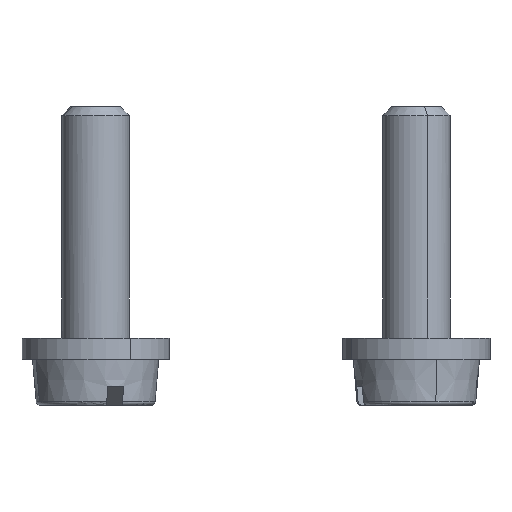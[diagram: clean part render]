
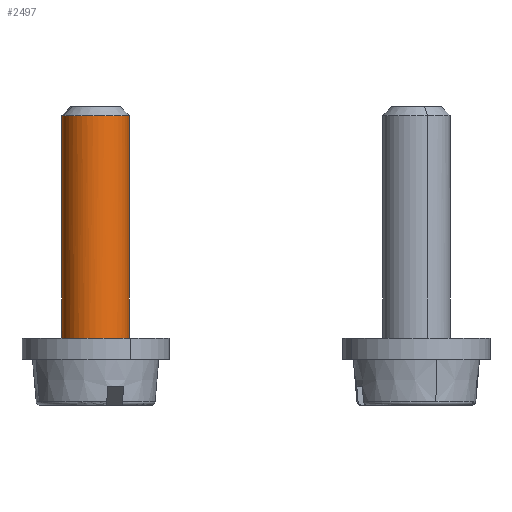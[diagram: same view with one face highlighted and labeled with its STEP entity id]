
A CAD part, front view. The second image highlights one B-rep face of the part: STEP entity #2497.
In plain terms, the highlighted cylindrical face has radius 0.8 mm (diameter 1.6 mm), a partial arc.
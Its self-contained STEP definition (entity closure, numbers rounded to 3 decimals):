
#1911=CARTESIAN_POINT('',(-3.01,-3.81,-2.1));
#1912=VERTEX_POINT('',#1911);
#1913=CARTESIAN_POINT('',(-3.01,-3.81,3.685));
#1914=VERTEX_POINT('',#1913);
#1915=CARTESIAN_POINT('',(-3.01,-3.81,-2.1));
#1916=DIRECTION('',(0.0,0.0,1.0));
#1917=VECTOR('',#1916,5.785);
#1918=LINE('',#1915,#1917);
#1919=EDGE_CURVE('',#1912,#1914,#1918,.T.);
#1921=CARTESIAN_POINT('',(-4.61,-3.81,-2.1));
#1922=VERTEX_POINT('',#1921);
#1930=CARTESIAN_POINT('',(-4.61,-3.81,3.685));
#1931=VERTEX_POINT('',#1930);
#1932=CARTESIAN_POINT('',(-4.61,-3.81,-2.1));
#1933=DIRECTION('',(0.0,0.0,1.0));
#1934=VECTOR('',#1933,5.785);
#1935=LINE('',#1932,#1934);
#1936=EDGE_CURVE('',#1922,#1931,#1935,.T.);
#1971=CARTESIAN_POINT('',(-4.566,-4.072,3.685));
#1972=VERTEX_POINT('',#1971);
#1973=CARTESIAN_POINT('',(-3.81,-3.81,3.685));
#1974=DIRECTION('',(0.0,0.0,1.0));
#1975=DIRECTION('',(0.945,0.327,0.0));
#1976=AXIS2_PLACEMENT_3D('',#1973,#1974,#1975);
#1977=CIRCLE('',#1976,0.8);
#1978=EDGE_CURVE('',#1931,#1972,#1977,.T.);
#2103=CARTESIAN_POINT('',(-3.81,-3.81,-2.1));
#2104=DIRECTION('',(0.0,0.0,-1.0));
#2105=DIRECTION('',(1.0,0.0,0.0));
#2106=AXIS2_PLACEMENT_3D('',#2103,#2104,#2105);
#2107=CIRCLE('',#2106,0.8);
#2108=EDGE_CURVE('',#1912,#1922,#2107,.T.);
#2194=CARTESIAN_POINT('',(-3.81,-3.81,3.685));
#2195=DIRECTION('',(0.0,0.0,1.0));
#2196=DIRECTION('',(0.945,0.327,0.0));
#2197=AXIS2_PLACEMENT_3D('',#2194,#2195,#2196);
#2198=CIRCLE('',#2197,0.8);
#2199=EDGE_CURVE('',#1972,#1914,#2198,.T.);
#2485=CARTESIAN_POINT('',(-3.81,-3.81,-1.75));
#2486=DIRECTION('',(0.0,0.,-1.0));
#2487=DIRECTION('',(1.0,0.0,0.0));
#2488=AXIS2_PLACEMENT_3D('',#2485,#2486,#2487);
#2489=CYLINDRICAL_SURFACE('',#2488,0.8);
#2490=ORIENTED_EDGE('',*,*,#1919,.T.);
#2491=ORIENTED_EDGE('',*,*,#2199,.F.);
#2492=ORIENTED_EDGE('',*,*,#1978,.F.);
#2493=ORIENTED_EDGE('',*,*,#1936,.F.);
#2494=ORIENTED_EDGE('',*,*,#2108,.F.);
#2495=EDGE_LOOP('',(#2490,#2491,#2492,#2493,#2494));
#2496=FACE_OUTER_BOUND('',#2495,.T.);
#2497=ADVANCED_FACE('',(#2496),#2489,.T.);
